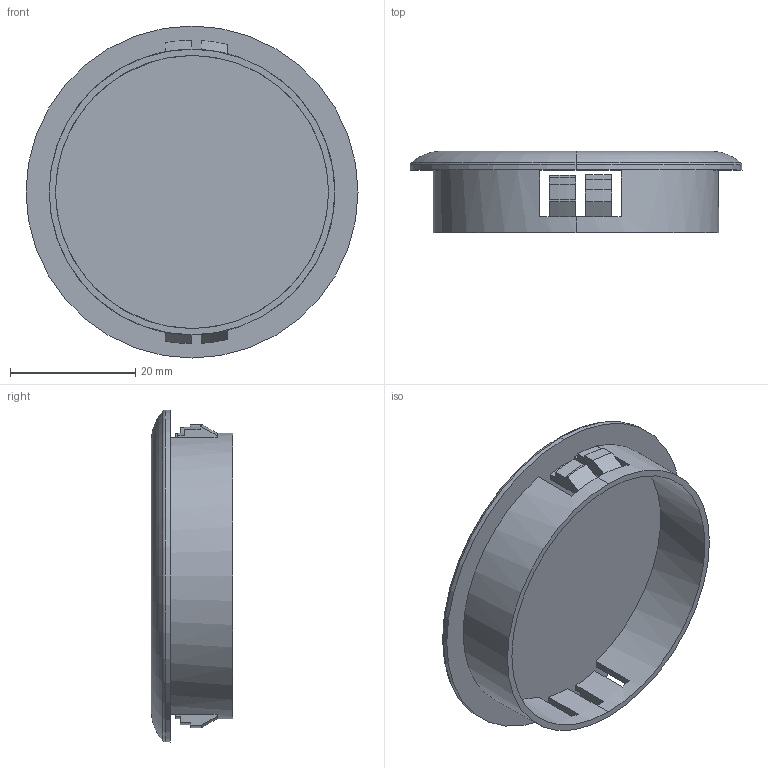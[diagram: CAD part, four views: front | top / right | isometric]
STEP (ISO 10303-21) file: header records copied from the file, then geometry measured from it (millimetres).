
FILE_DESCRIPTION (( 'STEP AP203' ), '1' );
FILE_NAME ('sone3D.STEP', '2015-10-22T04:59:02', ( '' ), ( '' ), 'SwSTEP 2.0', 'SolidWorks 2012', '' );
FILE_SCHEMA (( 'CONFIG_CONTROL_DESIGN' ));
Length unit declared in the file: millimetre
Products named in the file (1): sone3D
Bounding box: 53 x 13 x 53 mm (x, y, z)
Volume: 6691.2 mm3; surface area: 9757.2 mm2
Topology: 10 solids, 10 shells, 126 faces, 301 edges, 196 vertices
Faces by surface type: plane 91, cylinder 25, cone 6, torus 4
Entity records: 3714 total; most frequent: CARTESIAN_POINT 648, DIRECTION 633, ORIENTED_EDGE 602, EDGE_CURVE 301, AXIS2_PLACEMENT_3D 213, LINE 207, VECTOR 207, VERTEX_POINT 196
